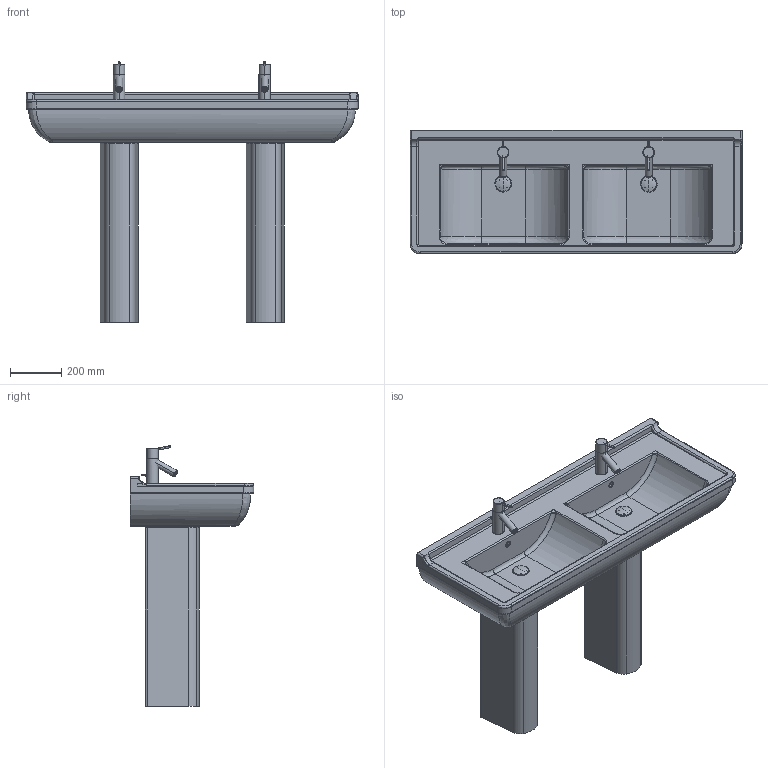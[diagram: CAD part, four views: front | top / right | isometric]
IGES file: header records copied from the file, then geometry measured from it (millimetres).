
Global section: file name: No Iges File Name specified; native system: Autodesk Inventor 2009; preprocessor: AutoDesk Inventor Iges Exporter R2009; author: Andreas; date: 20090601.122333; units: millimetre
Bounding box: 1300.21 x 485 x 1021.37 mm (x, y, z)
Volume: 68266424.8 mm3; surface area: 4125161.8 mm2
Topology: 17 solids, 17 shells, 486 faces, 1184 edges, 718 vertices
Faces by surface type: plane 143, cylinder 121, revolution 87, bspline 62, torus 57, sphere 12, cone 4
